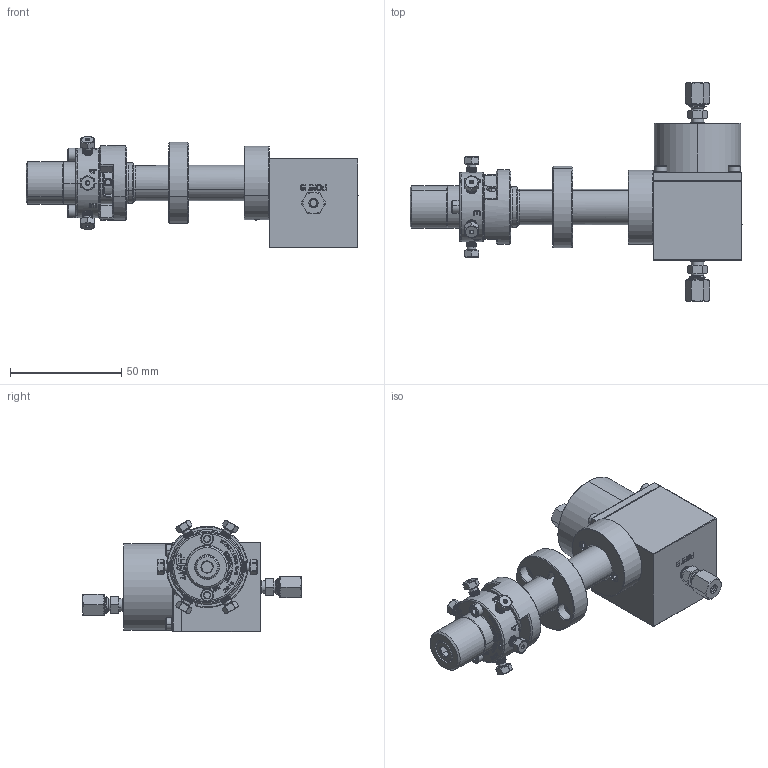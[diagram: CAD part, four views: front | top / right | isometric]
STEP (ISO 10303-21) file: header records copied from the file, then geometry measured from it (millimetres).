
FILE_DESCRIPTION (( 'STEP AP214' ), '1' );
FILE_NAME ('MRV06-16R2-0007-3P-Blank.STEP', '2019-10-31T20:50:19', ( 'user' ), ( '' ), 'SwSTEP 2.0', 'SolidWorks 2019', '' );
FILE_SCHEMA (( 'AUTOMOTIVE_DESIGN' ));
Length unit declared in the file: inch
Products named in the file (1): MRV06-16R2-0007-3P-Blank
Bounding box: 149.25 x 98.14 x 49.93 mm (x, y, z)
Volume: 142159 mm3; surface area: 37216.3 mm2
Topology: 7 solids, 7 shells, 3072 faces, 8106 edges, 5244 vertices
Faces by surface type: plane 1544, bspline 755, cylinder 382, cone 329, torus 62
Entity records: 157063 total; most frequent: CARTESIAN_POINT 60996, ORIENTED_EDGE 16208, DIRECTION 11312, EDGE_CURVE 8104, VERTEX_POINT 5244, VECTOR 4664, LINE 4664, AXIS2_PLACEMENT_3D 3324
